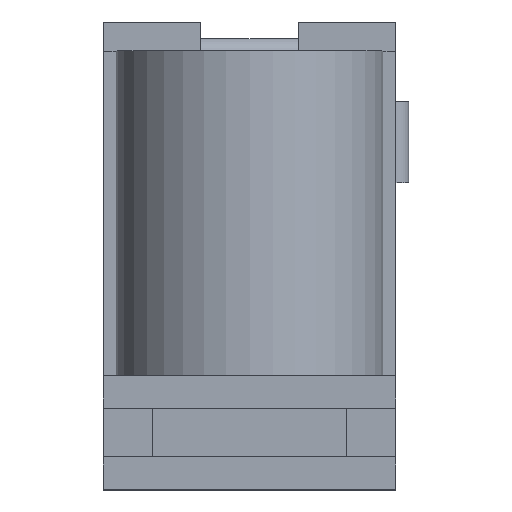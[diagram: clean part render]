
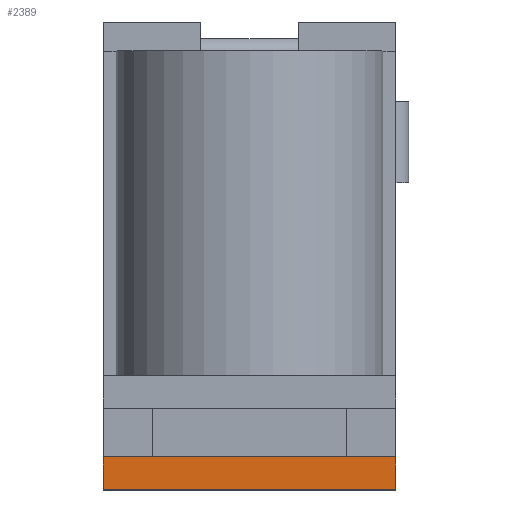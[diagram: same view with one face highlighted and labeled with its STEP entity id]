
A CAD part, top view. The second image highlights one B-rep face of the part: STEP entity #2389.
In plain terms, the highlighted planar face has unit normal (0, 0, 1).
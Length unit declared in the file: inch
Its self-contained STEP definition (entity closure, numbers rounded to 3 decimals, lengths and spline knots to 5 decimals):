
#424 = PLANE('',#425);
#425 = AXIS2_PLACEMENT_3D('',#426,#427,#428);
#426 = CARTESIAN_POINT('',(-0.17717,-0.53937,
    0.));
#427 = DIRECTION('',(0.,-1.,0.));
#428 = DIRECTION('',(1.,0.,0.));
#1105 = PLANE('',#1106);
#1106 = AXIS2_PLACEMENT_3D('',#1107,#1108,#1109);
#1107 = CARTESIAN_POINT('',(-0.17717,0.02756,
    0.43307));
#1108 = DIRECTION('',(-1.,0.,0.));
#1109 = DIRECTION('',(0.,0.,-1.));
#1518 = PLANE('',#1519);
#1519 = AXIS2_PLACEMENT_3D('',#1520,#1521,#1522);
#1520 = CARTESIAN_POINT('',(0.17717,0.02756,
    0.43307));
#1521 = DIRECTION('',(1.,0.,0.));
#1522 = DIRECTION('',(0.,0.,1.));
#2314 = VERTEX_POINT('',#2315);
#2315 = CARTESIAN_POINT('',(0.17717,-0.5,0.43307));
#2329 = PLANE('',#2330);
#2330 = AXIS2_PLACEMENT_3D('',#2331,#2332,#2333);
#2331 = CARTESIAN_POINT('',(0.17717,-0.5,0.36614));
#2332 = DIRECTION('',(0.,-1.,0.));
#2333 = DIRECTION('',(1.,0.,0.));
#2341 = EDGE_CURVE('',#2314,#2342,#2344,.T.);
#2342 = VERTEX_POINT('',#2343);
#2343 = CARTESIAN_POINT('',(0.17717,-0.53937,0.43307
    ));
#2344 = SURFACE_CURVE('',#2345,(#2349,#2356),.PCURVE_S1.);
#2345 = LINE('',#2346,#2347);
#2346 = CARTESIAN_POINT('',(0.17717,0.02756,
    0.43307));
#2347 = VECTOR('',#2348,0.03937);
#2348 = DIRECTION('',(0.,-1.,0.));
#2349 = PCURVE('',#1518,#2350);
#2350 = DEFINITIONAL_REPRESENTATION('',(#2351),#2355);
#2351 = LINE('',#2352,#2353);
#2352 = CARTESIAN_POINT('',(0.,0.));
#2353 = VECTOR('',#2354,1.);
#2354 = DIRECTION('',(0.,1.));
#2355 = ( GEOMETRIC_REPRESENTATION_CONTEXT(2) 
PARAMETRIC_REPRESENTATION_CONTEXT() REPRESENTATION_CONTEXT('2D SPACE',''
  ) );
#2356 = PCURVE('',#2357,#2362);
#2357 = PLANE('',#2358);
#2358 = AXIS2_PLACEMENT_3D('',#2359,#2360,#2361);
#2359 = CARTESIAN_POINT('',(-0.17717,0.02756,
    0.43307));
#2360 = DIRECTION('',(0.,0.,1.));
#2361 = DIRECTION('',(-1.,0.,0.));
#2362 = DEFINITIONAL_REPRESENTATION('',(#2363),#2367);
#2363 = LINE('',#2364,#2365);
#2364 = CARTESIAN_POINT('',(-0.354,0.));
#2365 = VECTOR('',#2366,1.);
#2366 = DIRECTION('',(0.,1.));
#2367 = ( GEOMETRIC_REPRESENTATION_CONTEXT(2) 
PARAMETRIC_REPRESENTATION_CONTEXT() REPRESENTATION_CONTEXT('2D SPACE',''
  ) );
#2389 = ADVANCED_FACE('',(#2390),#2357,.T.);
#2390 = FACE_BOUND('',#2391,.T.);
#2391 = EDGE_LOOP('',(#2392,#2415,#2438,#2459));
#2392 = ORIENTED_EDGE('',*,*,#2393,.F.);
#2393 = EDGE_CURVE('',#2394,#2314,#2396,.T.);
#2394 = VERTEX_POINT('',#2395);
#2395 = CARTESIAN_POINT('',(-0.17717,-0.5,0.43307));
#2396 = SURFACE_CURVE('',#2397,(#2401,#2408),.PCURVE_S1.);
#2397 = LINE('',#2398,#2399);
#2398 = CARTESIAN_POINT('',(0.17717,-0.5,0.43307));
#2399 = VECTOR('',#2400,0.03937);
#2400 = DIRECTION('',(1.,0.,0.));
#2401 = PCURVE('',#2357,#2402);
#2402 = DEFINITIONAL_REPRESENTATION('',(#2403),#2407);
#2403 = LINE('',#2404,#2405);
#2404 = CARTESIAN_POINT('',(-0.354,0.528));
#2405 = VECTOR('',#2406,1.);
#2406 = DIRECTION('',(-1.,0.));
#2407 = ( GEOMETRIC_REPRESENTATION_CONTEXT(2) 
PARAMETRIC_REPRESENTATION_CONTEXT() REPRESENTATION_CONTEXT('2D SPACE',''
  ) );
#2408 = PCURVE('',#2329,#2409);
#2409 = DEFINITIONAL_REPRESENTATION('',(#2410),#2414);
#2410 = LINE('',#2411,#2412);
#2411 = CARTESIAN_POINT('',(0.,0.067));
#2412 = VECTOR('',#2413,1.);
#2413 = DIRECTION('',(1.,0.));
#2414 = ( GEOMETRIC_REPRESENTATION_CONTEXT(2) 
PARAMETRIC_REPRESENTATION_CONTEXT() REPRESENTATION_CONTEXT('2D SPACE',''
  ) );
#2415 = ORIENTED_EDGE('',*,*,#2416,.T.);
#2416 = EDGE_CURVE('',#2394,#2417,#2419,.T.);
#2417 = VERTEX_POINT('',#2418);
#2418 = CARTESIAN_POINT('',(-0.17717,-0.53937,
    0.43307));
#2419 = SURFACE_CURVE('',#2420,(#2424,#2431),.PCURVE_S1.);
#2420 = LINE('',#2421,#2422);
#2421 = CARTESIAN_POINT('',(-0.17717,0.02756,
    0.43307));
#2422 = VECTOR('',#2423,0.03937);
#2423 = DIRECTION('',(0.,-1.,0.));
#2424 = PCURVE('',#2357,#2425);
#2425 = DEFINITIONAL_REPRESENTATION('',(#2426),#2430);
#2426 = LINE('',#2427,#2428);
#2427 = CARTESIAN_POINT('',(0.,0.));
#2428 = VECTOR('',#2429,1.);
#2429 = DIRECTION('',(0.,1.));
#2430 = ( GEOMETRIC_REPRESENTATION_CONTEXT(2) 
PARAMETRIC_REPRESENTATION_CONTEXT() REPRESENTATION_CONTEXT('2D SPACE',''
  ) );
#2431 = PCURVE('',#1105,#2432);
#2432 = DEFINITIONAL_REPRESENTATION('',(#2433),#2437);
#2433 = LINE('',#2434,#2435);
#2434 = CARTESIAN_POINT('',(0.,0.));
#2435 = VECTOR('',#2436,1.);
#2436 = DIRECTION('',(0.,1.));
#2437 = ( GEOMETRIC_REPRESENTATION_CONTEXT(2) 
PARAMETRIC_REPRESENTATION_CONTEXT() REPRESENTATION_CONTEXT('2D SPACE',''
  ) );
#2438 = ORIENTED_EDGE('',*,*,#2439,.F.);
#2439 = EDGE_CURVE('',#2342,#2417,#2440,.T.);
#2440 = SURFACE_CURVE('',#2441,(#2445,#2452),.PCURVE_S1.);
#2441 = LINE('',#2442,#2443);
#2442 = CARTESIAN_POINT('',(-0.17717,-0.53937,
    0.43307));
#2443 = VECTOR('',#2444,0.03937);
#2444 = DIRECTION('',(-1.,0.,0.));
#2445 = PCURVE('',#2357,#2446);
#2446 = DEFINITIONAL_REPRESENTATION('',(#2447),#2451);
#2447 = LINE('',#2448,#2449);
#2448 = CARTESIAN_POINT('',(0.,0.567));
#2449 = VECTOR('',#2450,1.);
#2450 = DIRECTION('',(1.,0.));
#2451 = ( GEOMETRIC_REPRESENTATION_CONTEXT(2) 
PARAMETRIC_REPRESENTATION_CONTEXT() REPRESENTATION_CONTEXT('2D SPACE',''
  ) );
#2452 = PCURVE('',#424,#2453);
#2453 = DEFINITIONAL_REPRESENTATION('',(#2454),#2458);
#2454 = LINE('',#2455,#2456);
#2455 = CARTESIAN_POINT('',(0.,0.433));
#2456 = VECTOR('',#2457,1.);
#2457 = DIRECTION('',(-1.,0.));
#2458 = ( GEOMETRIC_REPRESENTATION_CONTEXT(2) 
PARAMETRIC_REPRESENTATION_CONTEXT() REPRESENTATION_CONTEXT('2D SPACE',''
  ) );
#2459 = ORIENTED_EDGE('',*,*,#2341,.F.);
